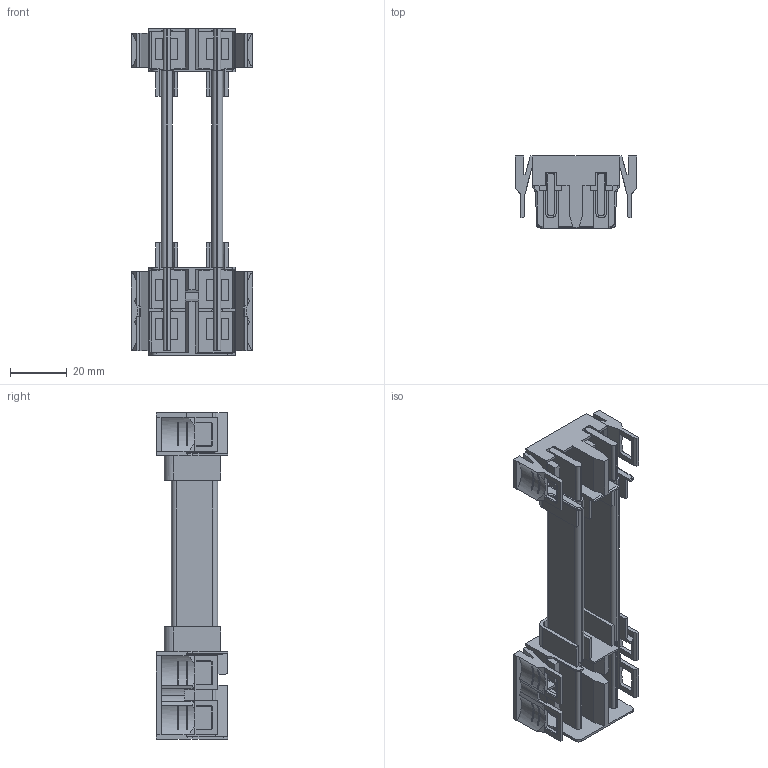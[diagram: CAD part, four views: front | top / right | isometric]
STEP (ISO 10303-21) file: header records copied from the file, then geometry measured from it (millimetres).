
FILE_DESCRIPTION(('CATIA V5 STEP Exchange','CAx-IF Rec.Pracs.--- Model Styling and Organization---1.4--- 2014-01-23'),'2;1');
FILE_NAME ('452474-1_1_2595180000_2595180000.stp','2019-11-05T08:39:15+00:00',('none'),('Weidmueller'),'CATIA Version 5-6 Release 2016 SP3 HF44','CATIA V5 STEP AP214','none');
FILE_SCHEMA(('AUTOMOTIVE_DESIGN { 1 0 10303 214 1 1 1 1 }'));
Length unit declared in the file: millimetre
Products named in the file (1): 2595180000
Bounding box: 42.7 x 25.2 x 115.1 mm (x, y, z)
Volume: 30616.6 mm3; surface area: 27459.7 mm2
Topology: 4 solids, 8 shells, 610 faces, 1712 edges, 1128 vertices
Faces by surface type: plane 406, cylinder 184, torus 12, bspline 8
Entity records: 19823 total; most frequent: CARTESIAN_POINT 4595, ORIENTED_EDGE 3424, DIRECTION 2366, EDGE_CURVE 1712, VECTOR 1269, LINE 1269, VERTEX_POINT 1128, AXIS2_PLACEMENT_3D 672
